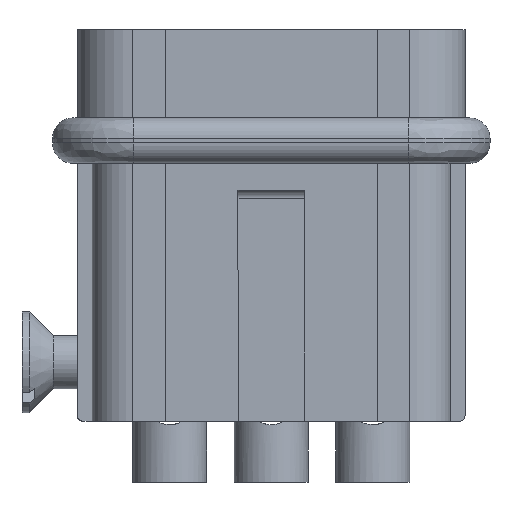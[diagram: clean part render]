
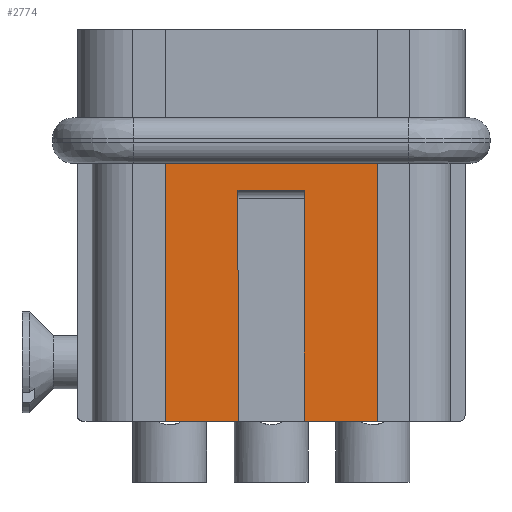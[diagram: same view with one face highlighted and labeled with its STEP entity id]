
A CAD part, front view. The second image highlights one B-rep face of the part: STEP entity #2774.
In plain terms, the highlighted planar face has unit normal (0, -1, 0).
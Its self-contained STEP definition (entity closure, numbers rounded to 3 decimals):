
#2774=ADVANCED_FACE('',(#3581),#3238,.T.);
#3238=PLANE('',#12453);
#3581=FACE_OUTER_BOUND('',#4057,.T.);
#4057=EDGE_LOOP('',(#5131,#5132,#5133,#5134,#5135,#5136,#5137,#5138));
#5131=ORIENTED_EDGE('',*,*,#8733,.T.);
#5132=ORIENTED_EDGE('',*,*,#8734,.T.);
#5133=ORIENTED_EDGE('',*,*,#8735,.T.);
#5134=ORIENTED_EDGE('',*,*,#8736,.F.);
#5135=ORIENTED_EDGE('',*,*,#8737,.T.);
#5136=ORIENTED_EDGE('',*,*,#8738,.T.);
#5137=ORIENTED_EDGE('',*,*,#8739,.T.);
#5138=ORIENTED_EDGE('',*,*,#8740,.F.);
#7765=VERTEX_POINT('',#16915);
#7766=VERTEX_POINT('',#16916);
#7767=VERTEX_POINT('',#16918);
#7768=VERTEX_POINT('',#16920);
#7769=VERTEX_POINT('',#16922);
#7770=VERTEX_POINT('',#16924);
#7771=VERTEX_POINT('',#16926);
#7772=VERTEX_POINT('',#16928);
#8733=EDGE_CURVE('',#7765,#7766,#9976,.T.);
#8734=EDGE_CURVE('',#7766,#7767,#9977,.T.);
#8735=EDGE_CURVE('',#7767,#7768,#9978,.T.);
#8736=EDGE_CURVE('',#7769,#7768,#9979,.T.);
#8737=EDGE_CURVE('',#7769,#7770,#9980,.T.);
#8738=EDGE_CURVE('',#7770,#7771,#9981,.T.);
#8739=EDGE_CURVE('',#7771,#7772,#9982,.T.);
#8740=EDGE_CURVE('',#7765,#7772,#9983,.T.);
#9976=LINE('',#16914,#10885);
#9977=LINE('',#16917,#10886);
#9978=LINE('',#16919,#10887);
#9979=LINE('',#16921,#10888);
#9980=LINE('',#16923,#10889);
#9981=LINE('',#16925,#10890);
#9982=LINE('',#16927,#10891);
#9983=LINE('',#16929,#10892);
#10885=VECTOR('',#13526,1.);
#10886=VECTOR('',#13527,1.);
#10887=VECTOR('',#13528,1.);
#10888=VECTOR('',#13529,1.);
#10889=VECTOR('',#13530,1.);
#10890=VECTOR('',#13531,1.);
#10891=VECTOR('',#13532,1.);
#10892=VECTOR('',#13533,1.);
#12453=AXIS2_PLACEMENT_3D('',#16930,#13534,#13535);
#13526=DIRECTION('',(0.,0.,1.));
#13527=DIRECTION('',(-1.,0.,0.));
#13528=DIRECTION('',(0.,0.,-1.));
#13529=DIRECTION('',(-1.,0.,0.));
#13530=DIRECTION('',(0.,0.,1.));
#13531=DIRECTION('',(1.,0.,0.));
#13532=DIRECTION('',(0.,0.,-1.));
#13533=DIRECTION('',(-1.,0.,0.));
#13534=DIRECTION('',(0.,-1.,0.));
#13535=DIRECTION('',(1.,0.,0.));
#16914=CARTESIAN_POINT('',(5.75,-10.5,-2.9));
#16915=CARTESIAN_POINT('',(5.75,-10.5,-3.2));
#16916=CARTESIAN_POINT('',(5.75,-10.5,10.775));
#16917=CARTESIAN_POINT('',(-7.5,-10.5,10.775));
#16918=CARTESIAN_POINT('',(-5.75,-10.5,10.775));
#16919=CARTESIAN_POINT('',(-5.75,-10.5,10.9));
#16920=CARTESIAN_POINT('',(-5.75,-10.5,-3.2));
#16921=CARTESIAN_POINT('',(-11.125,-10.5,-3.2));
#16922=CARTESIAN_POINT('',(-1.8,-10.5,-3.2));
#16923=CARTESIAN_POINT('',(-1.8,-10.5,-2.9));
#16924=CARTESIAN_POINT('',(-1.8,-10.5,9.3));
#16925=CARTESIAN_POINT('',(-1.8,-10.5,9.3));
#16926=CARTESIAN_POINT('',(1.8,-10.5,9.3));
#16927=CARTESIAN_POINT('',(1.8,-10.5,9.3));
#16928=CARTESIAN_POINT('',(1.8,-10.5,-3.2));
#16929=CARTESIAN_POINT('',(-11.125,-10.5,-3.2));
#16930=CARTESIAN_POINT('',(-7.5,-10.5,-3.2));
